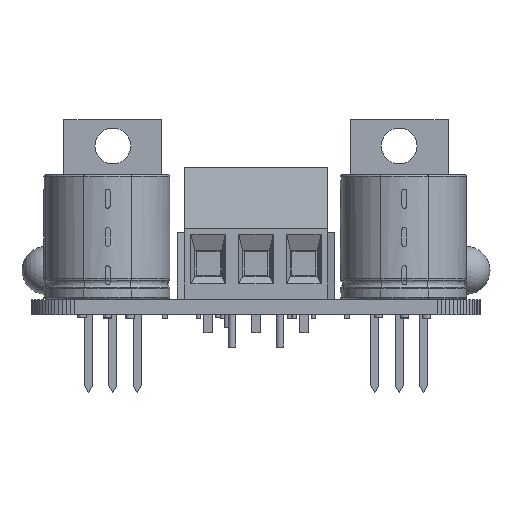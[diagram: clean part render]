
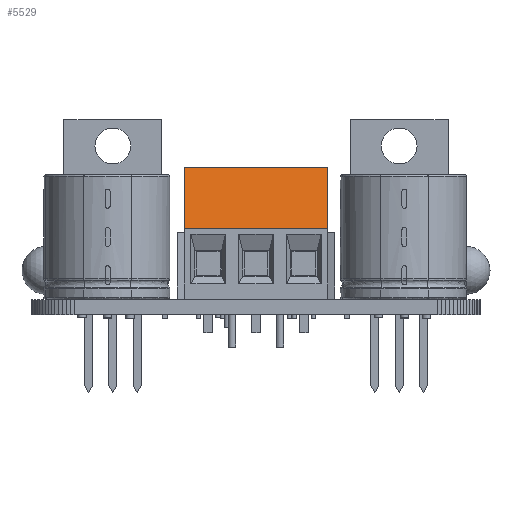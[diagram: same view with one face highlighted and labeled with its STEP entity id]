
A CAD part, left-side view. The second image highlights one B-rep face of the part: STEP entity #5529.
In plain terms, the highlighted face is planar.
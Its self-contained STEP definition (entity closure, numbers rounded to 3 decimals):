
#5222 = EDGE_CURVE('',#5223,#5225,#5227,.T.);
#5223 = VERTEX_POINT('',#5224);
#5224 = CARTESIAN_POINT('',(-2.5,-2.6,13.8));
#5225 = VERTEX_POINT('',#5226);
#5226 = CARTESIAN_POINT('',(-2.5,-4.1,7.4));
#5227 = SURFACE_CURVE('',#5228,(#5232,#5244),.PCURVE_S1.);
#5228 = LINE('',#5229,#5230);
#5229 = CARTESIAN_POINT('',(-2.5,-2.6,13.8));
#5230 = VECTOR('',#5231,1.);
#5231 = DIRECTION('',(0.,-0.228,-0.974));
#5232 = PCURVE('',#5233,#5238);
#5233 = PLANE('',#5234);
#5234 = AXIS2_PLACEMENT_3D('',#5235,#5236,#5237);
#5235 = CARTESIAN_POINT('',(-2.5,0.3,6.9));
#5236 = DIRECTION('',(1.,0.,0.));
#5237 = DIRECTION('',(0.,0.,1.));
#5238 = DEFINITIONAL_REPRESENTATION('',(#5239),#5243);
#5239 = LINE('',#5240,#5241);
#5240 = CARTESIAN_POINT('',(6.9,2.9));
#5241 = VECTOR('',#5242,1.);
#5242 = DIRECTION('',(-0.974,0.228));
#5243 = ( GEOMETRIC_REPRESENTATION_CONTEXT(2) 
PARAMETRIC_REPRESENTATION_CONTEXT() REPRESENTATION_CONTEXT('2D SPACE',''
  ) );
#5244 = PCURVE('',#5245,#5250);
#5245 = PLANE('',#5246);
#5246 = AXIS2_PLACEMENT_3D('',#5247,#5248,#5249);
#5247 = CARTESIAN_POINT('',(-2.5,-2.6,13.8));
#5248 = DIRECTION('',(0.,0.974,-0.228));
#5249 = DIRECTION('',(0.,-0.228,-0.974));
#5250 = DEFINITIONAL_REPRESENTATION('',(#5251),#5255);
#5251 = LINE('',#5252,#5253);
#5252 = CARTESIAN_POINT('',(0.,0.));
#5253 = VECTOR('',#5254,1.);
#5254 = DIRECTION('',(1.,0.));
#5255 = ( GEOMETRIC_REPRESENTATION_CONTEXT(2) 
PARAMETRIC_REPRESENTATION_CONTEXT() REPRESENTATION_CONTEXT('2D SPACE',''
  ) );
#5273 = PLANE('',#5274);
#5274 = AXIS2_PLACEMENT_3D('',#5275,#5276,#5277);
#5275 = CARTESIAN_POINT('',(-2.5,-4.1,7.4));
#5276 = DIRECTION('',(0.,0.,-1.));
#5277 = DIRECTION('',(0.,-1.,0.));
#5518 = PLANE('',#5519);
#5519 = AXIS2_PLACEMENT_3D('',#5520,#5521,#5522);
#5520 = CARTESIAN_POINT('',(-2.5,5.2,13.8));
#5521 = DIRECTION('',(0.,0.,-1.));
#5522 = DIRECTION('',(0.,-1.,0.));
#5529 = ADVANCED_FACE('',(#5530),#5245,.F.);
#5530 = FACE_BOUND('',#5531,.F.);
#5531 = EDGE_LOOP('',(#5532,#5555,#5583,#5604));
#5532 = ORIENTED_EDGE('',*,*,#5533,.T.);
#5533 = EDGE_CURVE('',#5223,#5534,#5536,.T.);
#5534 = VERTEX_POINT('',#5535);
#5535 = CARTESIAN_POINT('',(12.5,-2.6,13.8));
#5536 = SURFACE_CURVE('',#5537,(#5541,#5548),.PCURVE_S1.);
#5537 = LINE('',#5538,#5539);
#5538 = CARTESIAN_POINT('',(-2.5,-2.6,13.8));
#5539 = VECTOR('',#5540,1.);
#5540 = DIRECTION('',(1.,0.,0.));
#5541 = PCURVE('',#5245,#5542);
#5542 = DEFINITIONAL_REPRESENTATION('',(#5543),#5547);
#5543 = LINE('',#5544,#5545);
#5544 = CARTESIAN_POINT('',(0.,0.));
#5545 = VECTOR('',#5546,1.);
#5546 = DIRECTION('',(0.,-1.));
#5547 = ( GEOMETRIC_REPRESENTATION_CONTEXT(2) 
PARAMETRIC_REPRESENTATION_CONTEXT() REPRESENTATION_CONTEXT('2D SPACE',''
  ) );
#5548 = PCURVE('',#5518,#5549);
#5549 = DEFINITIONAL_REPRESENTATION('',(#5550),#5554);
#5550 = LINE('',#5551,#5552);
#5551 = CARTESIAN_POINT('',(7.8,0.));
#5552 = VECTOR('',#5553,1.);
#5553 = DIRECTION('',(0.,-1.));
#5554 = ( GEOMETRIC_REPRESENTATION_CONTEXT(2) 
PARAMETRIC_REPRESENTATION_CONTEXT() REPRESENTATION_CONTEXT('2D SPACE',''
  ) );
#5555 = ORIENTED_EDGE('',*,*,#5556,.T.);
#5556 = EDGE_CURVE('',#5534,#5557,#5559,.T.);
#5557 = VERTEX_POINT('',#5558);
#5558 = CARTESIAN_POINT('',(12.5,-4.1,7.4));
#5559 = SURFACE_CURVE('',#5560,(#5564,#5571),.PCURVE_S1.);
#5560 = LINE('',#5561,#5562);
#5561 = CARTESIAN_POINT('',(12.5,-2.6,13.8));
#5562 = VECTOR('',#5563,1.);
#5563 = DIRECTION('',(0.,-0.228,-0.974));
#5564 = PCURVE('',#5245,#5565);
#5565 = DEFINITIONAL_REPRESENTATION('',(#5566),#5570);
#5566 = LINE('',#5567,#5568);
#5567 = CARTESIAN_POINT('',(0.,-15.));
#5568 = VECTOR('',#5569,1.);
#5569 = DIRECTION('',(1.,0.));
#5570 = ( GEOMETRIC_REPRESENTATION_CONTEXT(2) 
PARAMETRIC_REPRESENTATION_CONTEXT() REPRESENTATION_CONTEXT('2D SPACE',''
  ) );
#5571 = PCURVE('',#5572,#5577);
#5572 = PLANE('',#5573);
#5573 = AXIS2_PLACEMENT_3D('',#5574,#5575,#5576);
#5574 = CARTESIAN_POINT('',(12.5,0.3,6.9));
#5575 = DIRECTION('',(1.,0.,0.));
#5576 = DIRECTION('',(0.,0.,1.));
#5577 = DEFINITIONAL_REPRESENTATION('',(#5578),#5582);
#5578 = LINE('',#5579,#5580);
#5579 = CARTESIAN_POINT('',(6.9,2.9));
#5580 = VECTOR('',#5581,1.);
#5581 = DIRECTION('',(-0.974,0.228));
#5582 = ( GEOMETRIC_REPRESENTATION_CONTEXT(2) 
PARAMETRIC_REPRESENTATION_CONTEXT() REPRESENTATION_CONTEXT('2D SPACE',''
  ) );
#5583 = ORIENTED_EDGE('',*,*,#5584,.F.);
#5584 = EDGE_CURVE('',#5225,#5557,#5585,.T.);
#5585 = SURFACE_CURVE('',#5586,(#5590,#5597),.PCURVE_S1.);
#5586 = LINE('',#5587,#5588);
#5587 = CARTESIAN_POINT('',(-2.5,-4.1,7.4));
#5588 = VECTOR('',#5589,1.);
#5589 = DIRECTION('',(1.,0.,0.));
#5590 = PCURVE('',#5245,#5591);
#5591 = DEFINITIONAL_REPRESENTATION('',(#5592),#5596);
#5592 = LINE('',#5593,#5594);
#5593 = CARTESIAN_POINT('',(6.573,0.));
#5594 = VECTOR('',#5595,1.);
#5595 = DIRECTION('',(0.,-1.));
#5596 = ( GEOMETRIC_REPRESENTATION_CONTEXT(2) 
PARAMETRIC_REPRESENTATION_CONTEXT() REPRESENTATION_CONTEXT('2D SPACE',''
  ) );
#5597 = PCURVE('',#5273,#5598);
#5598 = DEFINITIONAL_REPRESENTATION('',(#5599),#5603);
#5599 = LINE('',#5600,#5601);
#5600 = CARTESIAN_POINT('',(0.,-0.));
#5601 = VECTOR('',#5602,1.);
#5602 = DIRECTION('',(0.,-1.));
#5603 = ( GEOMETRIC_REPRESENTATION_CONTEXT(2) 
PARAMETRIC_REPRESENTATION_CONTEXT() REPRESENTATION_CONTEXT('2D SPACE',''
  ) );
#5604 = ORIENTED_EDGE('',*,*,#5222,.F.);
